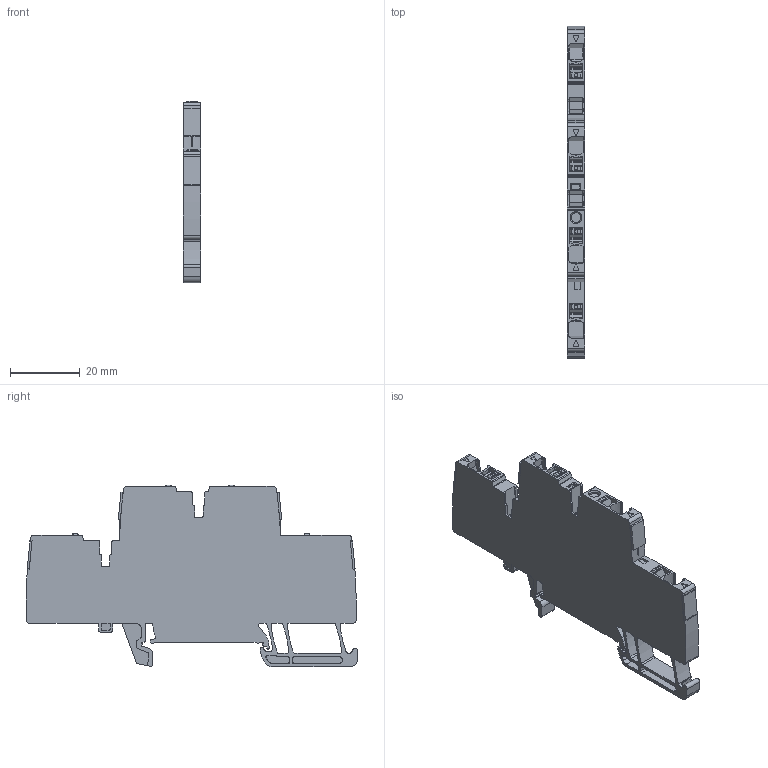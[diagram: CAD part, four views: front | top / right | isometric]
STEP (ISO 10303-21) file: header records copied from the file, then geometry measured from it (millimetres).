
FILE_DESCRIPTION(('CATIA V5 STEP Exchange','CAx-IF Rec.Pracs.--- Model Styling and Organization---1.5--- 2016-08-15','CAx-IF Rec.Pracs.---Supplemental Geometry---1.0---2011-11-01','CAx-IF Rec.Pracs.--- Composite Materials ---1.1---2010-07-15'),'2;1');
FILE_NAME ('1482436-2_1', '2024-10-24T07:23:22+00:00', ('none'), ('Weidmueller'), 'CATIA Version 5-6 Release 2022 SP4 HF5', 'CATIA V5 STEP AP214 v3', 'none');
FILE_SCHEMA(('AUTOMOTIVE_DESIGN { 1 0 10303 214 1 1 1 1 }'));
Length unit declared in the file: millimetre
Products named in the file (1): 2902510000
Bounding box: 5.1 x 94.97 x 52 mm (x, y, z)
Volume: 15745.1 mm3; surface area: 10036.9 mm2
Topology: 1 solids, 3 shells, 817 faces, 2237 edges, 1448 vertices
Faces by surface type: plane 367, cylinder 344, bspline 36, torus 29, cone 20, extrusion 19, sphere 2
Entity records: 29476 total; most frequent: CARTESIAN_POINT 9038, ORIENTED_EDGE 4470, DIRECTION 3292, EDGE_CURVE 2235, VERTEX_POINT 1448, VECTOR 1325, LINE 1306, AXIS2_PLACEMENT_3D 1302
